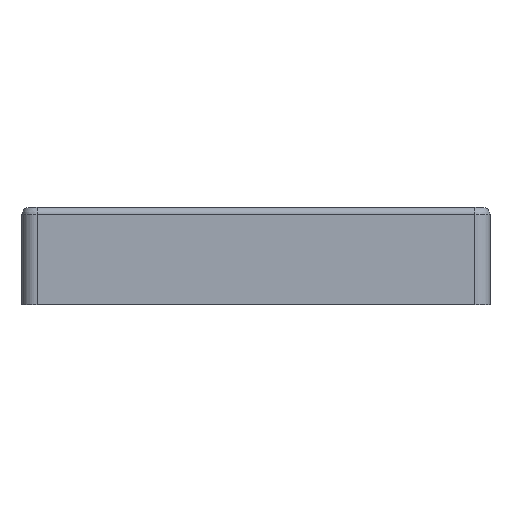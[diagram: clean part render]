
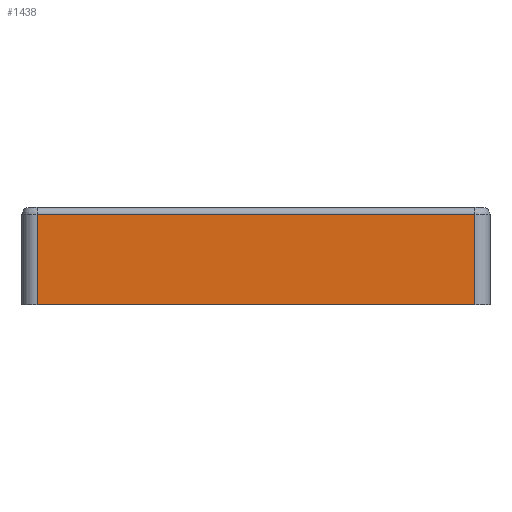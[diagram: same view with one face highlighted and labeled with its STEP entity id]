
A CAD part, front view. The second image highlights one B-rep face of the part: STEP entity #1438.
In plain terms, the highlighted planar face has unit normal (0, -1, 0).
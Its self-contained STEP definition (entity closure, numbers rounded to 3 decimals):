
#60=PLANE('',#1598);
#89=LINE('',#2162,#221);
#93=LINE('',#2171,#225);
#96=LINE('',#2178,#228);
#155=LINE('',#2377,#287);
#221=VECTOR('',#1691,10.);
#225=VECTOR('',#1701,10.);
#228=VECTOR('',#1708,10.);
#287=VECTOR('',#1899,10.);
#424=FACE_OUTER_BOUND('',#522,.T.);
#522=EDGE_LOOP('',(#1233,#1234,#1235,#1236));
#647=VERTEX_POINT('',#2139);
#649=VERTEX_POINT('',#2153);
#654=VERTEX_POINT('',#2169);
#655=VERTEX_POINT('',#2174);
#792=EDGE_CURVE('',#649,#647,#89,.T.);
#797=EDGE_CURVE('',#654,#649,#93,.T.);
#801=EDGE_CURVE('',#647,#655,#96,.T.);
#899=EDGE_CURVE('',#655,#654,#155,.T.);
#1233=ORIENTED_EDGE('',*,*,#797,.F.);
#1234=ORIENTED_EDGE('',*,*,#899,.F.);
#1235=ORIENTED_EDGE('',*,*,#801,.F.);
#1236=ORIENTED_EDGE('',*,*,#792,.F.);
#1438=ADVANCED_FACE('',(#424),#60,.T.);
#1598=AXIS2_PLACEMENT_3D('',#2451,#1953,#1954);
#1691=DIRECTION('',(1.,0.,0.));
#1701=DIRECTION('',(0.,0.,1.));
#1708=DIRECTION('',(0.,0.,-1.));
#1899=DIRECTION('',(-1.,0.,0.));
#1953=DIRECTION('center_axis',(0.,-1.,0.));
#1954=DIRECTION('ref_axis',(-1.,0.,0.));
#2139=CARTESIAN_POINT('',(-192.461,-192.5,221.));
#2153=CARTESIAN_POINT('',(-250.837,-192.5,221.));
#2162=CARTESIAN_POINT('',(-208.75,-192.5,221.));
#2169=CARTESIAN_POINT('',(-250.837,-192.5,209.));
#2171=CARTESIAN_POINT('',(-250.837,-192.5,217.));
#2174=CARTESIAN_POINT('',(-192.461,-192.5,209.));
#2178=CARTESIAN_POINT('',(-192.461,-192.5,217.));
#2377=CARTESIAN_POINT('',(-203.041,-192.5,209.));
#2451=CARTESIAN_POINT('Origin',(-197.5,-192.5,217.));
